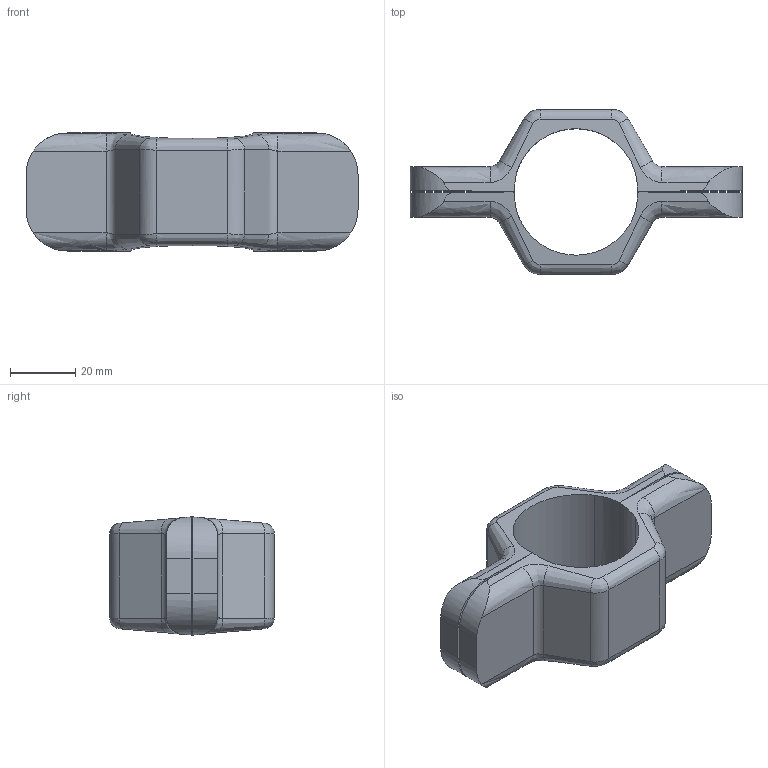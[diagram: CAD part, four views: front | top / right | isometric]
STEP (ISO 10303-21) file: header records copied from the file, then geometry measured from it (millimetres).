
FILE_DESCRIPTION (( 'STEP AP214' ), '1' );
FILE_NAME ('PHHW1.5T304SA 05052018.STEP', '2018-05-05T12:58:27', ( 'admin' ), ( '' ), 'SwSTEP 2.0', 'SolidWorks 2013', '' );
FILE_SCHEMA (( 'AUTOMOTIVE_DESIGN' ));
Length unit declared in the file: inch
Products named in the file (1): PHHW1.5T304SA 05052018
Bounding box: 101.6 x 50.46 x 36.17 mm (x, y, z)
Volume: 56545.3 mm3; surface area: 19597.7 mm2
Topology: 1 solids, 1 shells, 100 faces, 244 edges, 144 vertices
Faces by surface type: plane 38, bspline 36, cylinder 26
Entity records: 3746 total; most frequent: CARTESIAN_POINT 1859, ORIENTED_EDGE 488, DIRECTION 250, EDGE_CURVE 244, VERTEX_POINT 144, EDGE_LOOP 100, ADVANCED_FACE 100, FACE_OUTER_BOUND 100
